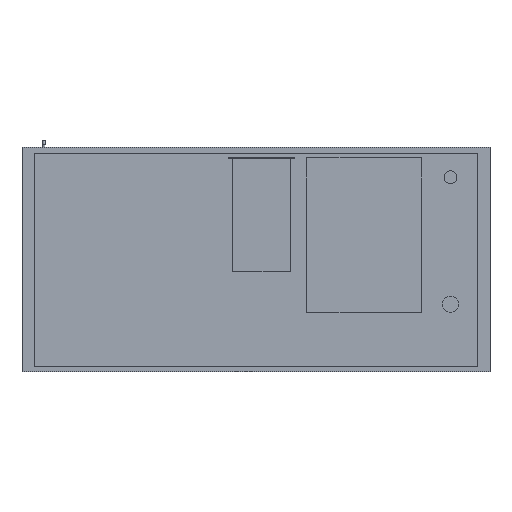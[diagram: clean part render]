
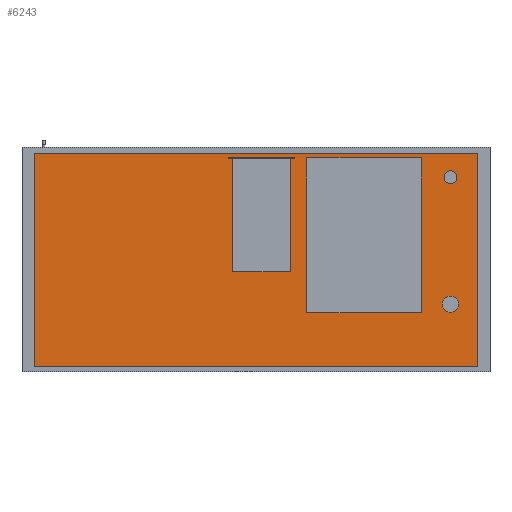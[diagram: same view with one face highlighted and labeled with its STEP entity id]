
A CAD part, front view. The second image highlights one B-rep face of the part: STEP entity #6243.
In plain terms, the highlighted planar face has unit normal (0, -1, 0).
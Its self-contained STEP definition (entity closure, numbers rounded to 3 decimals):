
#56=FACE_BOUND('',#704,.T.);
#57=FACE_BOUND('',#705,.T.);
#72=CIRCLE('',#6672,20.);
#74=CIRCLE('',#6676,25.);
#321=FACE_OUTER_BOUND('',#703,.T.);
#703=EDGE_LOOP('',(#4184,#4185,#4186,#4187));
#704=EDGE_LOOP('',(#4188));
#705=EDGE_LOOP('',(#4189));
#1107=LINE('',#9049,#1872);
#1110=LINE('',#9055,#1875);
#1113=LINE('',#9061,#1878);
#1116=LINE('',#9065,#1881);
#1872=VECTOR('',#7249,10.);
#1875=VECTOR('',#7254,10.);
#1878=VECTOR('',#7259,10.);
#1881=VECTOR('',#7264,10.);
#2618=VERTEX_POINT('',#9006);
#2620=VERTEX_POINT('',#9013);
#2631=VERTEX_POINT('',#9046);
#2632=VERTEX_POINT('',#9048);
#2634=VERTEX_POINT('',#9054);
#2636=VERTEX_POINT('',#9060);
#3221=EDGE_CURVE('',#2618,#2618,#72,.T.);
#3224=EDGE_CURVE('',#2620,#2620,#74,.T.);
#3239=EDGE_CURVE('',#2632,#2631,#1107,.T.);
#3242=EDGE_CURVE('',#2634,#2632,#1110,.T.);
#3245=EDGE_CURVE('',#2636,#2634,#1113,.T.);
#3248=EDGE_CURVE('',#2631,#2636,#1116,.T.);
#4184=ORIENTED_EDGE('',*,*,#3248,.T.);
#4185=ORIENTED_EDGE('',*,*,#3245,.T.);
#4186=ORIENTED_EDGE('',*,*,#3242,.T.);
#4187=ORIENTED_EDGE('',*,*,#3239,.T.);
#4188=ORIENTED_EDGE('',*,*,#3221,.T.);
#4189=ORIENTED_EDGE('',*,*,#3224,.T.);
#5922=PLANE('',#6688);
#6243=ADVANCED_FACE('',(#321,#56,#57),#5922,.T.);
#6672=AXIS2_PLACEMENT_3D('',#9008,#7210,#7211);
#6676=AXIS2_PLACEMENT_3D('',#9015,#7219,#7220);
#6688=AXIS2_PLACEMENT_3D('',#9067,#7267,#7268);
#7210=DIRECTION('center_axis',(0.,1.,0.));
#7211=DIRECTION('ref_axis',(1.,0.,0.));
#7219=DIRECTION('center_axis',(0.,1.,0.));
#7220=DIRECTION('ref_axis',(1.,0.,0.));
#7249=DIRECTION('',(-1.,0.,0.));
#7254=DIRECTION('',(0.,0.,1.));
#7259=DIRECTION('',(1.,0.,0.));
#7264=DIRECTION('',(0.,0.,-1.));
#7267=DIRECTION('center_axis',(0.,-1.,0.));
#7268=DIRECTION('ref_axis',(0.,0.,-1.));
#9006=CARTESIAN_POINT('',(582.5,-370.,255.));
#9008=CARTESIAN_POINT('Origin',(602.5,-370.,255.));
#9013=CARTESIAN_POINT('',(577.5,-370.,-138.));
#9015=CARTESIAN_POINT('Origin',(602.5,-370.,-138.));
#9046=CARTESIAN_POINT('',(-687.5,-370.,330.));
#9048=CARTESIAN_POINT('',(687.5,-370.,330.));
#9049=CARTESIAN_POINT('',(-687.5,-370.,330.));
#9054=CARTESIAN_POINT('',(687.5,-370.,-330.));
#9055=CARTESIAN_POINT('',(687.5,-370.,330.));
#9060=CARTESIAN_POINT('',(-687.5,-370.,-330.));
#9061=CARTESIAN_POINT('',(687.5,-370.,-330.));
#9065=CARTESIAN_POINT('',(-687.5,-370.,-330.));
#9067=CARTESIAN_POINT('Origin',(0.,-370.,0.));
